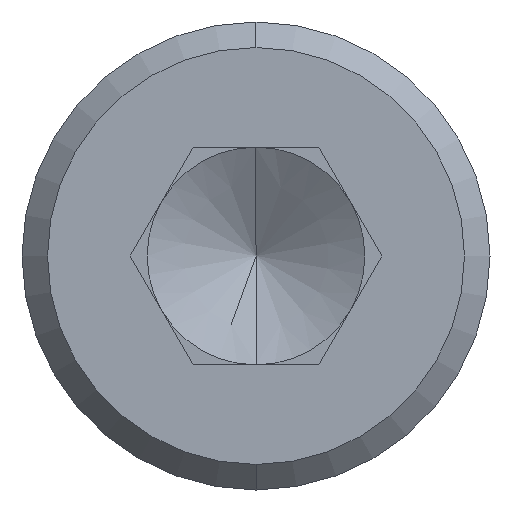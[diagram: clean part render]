
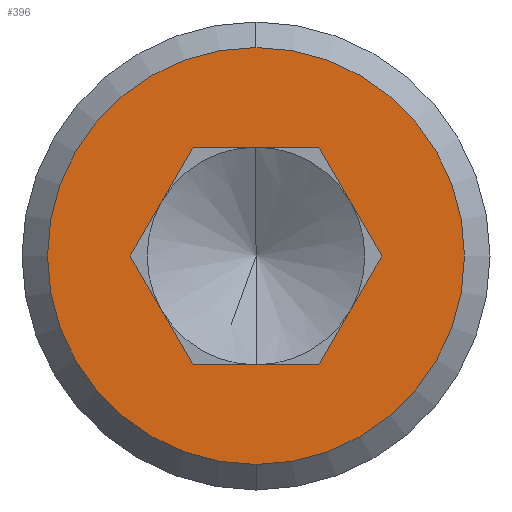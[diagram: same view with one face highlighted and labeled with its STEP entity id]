
A CAD part, left-side view. The second image highlights one B-rep face of the part: STEP entity #396.
In plain terms, the highlighted planar face has unit normal (-1, 0, 0).
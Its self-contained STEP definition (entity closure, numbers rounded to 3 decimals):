
#6 = CARTESIAN_POINT ( 'NONE',  ( 0., 0., -2.45 ) ) ;
#33 = ORIENTED_EDGE ( 'NONE', *, *, #577, .T. ) ;
#38 = EDGE_CURVE ( 'NONE', #660, #298, #593, .T. ) ;
#41 = ORIENTED_EDGE ( 'NONE', *, *, #736, .T. ) ;
#42 = LINE ( 'NONE', #270, #611 ) ;
#45 = CARTESIAN_POINT ( 'NONE',  ( 0., 0.739, -1.28 ) ) ;
#49 = EDGE_LOOP ( 'NONE', ( #145, #735, #33, #115, #732, #136 ) ) ;
#51 = DIRECTION ( 'NONE',  ( 0., -0.5, -0.866 ) ) ;
#62 = VECTOR ( 'NONE', #218, 1000. ) ;
#67 = CARTESIAN_POINT ( 'NONE',  ( 0., 0.739, 1.28 ) ) ;
#104 = EDGE_CURVE ( 'NONE', #224, #298, #185, .T. ) ;
#115 = ORIENTED_EDGE ( 'NONE', *, *, #104, .T. ) ;
#117 = DIRECTION ( 'NONE',  ( 0., 0., 1. ) ) ;
#125 = DIRECTION ( 'NONE',  ( 0., 0., 1. ) ) ;
#136 = ORIENTED_EDGE ( 'NONE', *, *, #330, .F. ) ;
#145 = ORIENTED_EDGE ( 'NONE', *, *, #556, .T. ) ;
#156 = DIRECTION ( 'NONE',  ( 0., -0.5, 0.866 ) ) ;
#185 = LINE ( 'NONE', #305, #292 ) ;
#199 = DIRECTION ( 'NONE',  ( -1., 0., 0. ) ) ;
#210 = VERTEX_POINT ( 'NONE', #547 ) ;
#218 = DIRECTION ( 'NONE',  ( 0., 1., 0. ) ) ;
#224 = VERTEX_POINT ( 'NONE', #707 ) ;
#246 = DIRECTION ( 'NONE',  ( 0., 0.5, -0.866 ) ) ;
#270 = CARTESIAN_POINT ( 'NONE',  ( 0., 1.478, 0. ) ) ;
#291 = DIRECTION ( 'NONE',  ( -1., 0., 0. ) ) ;
#292 = VECTOR ( 'NONE', #246, 1000. ) ;
#298 = VERTEX_POINT ( 'NONE', #402 ) ;
#301 = DIRECTION ( 'NONE',  ( 0., -1., 0. ) ) ;
#305 = CARTESIAN_POINT ( 'NONE',  ( 0., -1.478, 0. ) ) ;
#314 = AXIS2_PLACEMENT_3D ( 'NONE', #464, #291, #125 ) ;
#330 = EDGE_CURVE ( 'NONE', #536, #660, #565, .T. ) ;
#396 = ADVANCED_FACE ( 'NONE', ( #459, #684 ), #405, .T. ) ;
#402 = CARTESIAN_POINT ( 'NONE',  ( 0., -0.739, -1.28 ) ) ;
#405 = PLANE ( 'NONE',  #548 ) ;
#407 = CARTESIAN_POINT ( 'NONE',  ( 0., 1.478, 0. ) ) ;
#420 = VERTEX_POINT ( 'NONE', #542 ) ;
#459 = FACE_BOUND ( 'NONE', #49, .T. ) ;
#460 = EDGE_LOOP ( 'NONE', ( #41, #584 ) ) ;
#464 = CARTESIAN_POINT ( 'NONE',  ( 0., 0., 0. ) ) ;
#475 = VERTEX_POINT ( 'NONE', #67 ) ;
#483 = EDGE_CURVE ( 'NONE', #420, #709, #492, .T. ) ;
#492 = CIRCLE ( 'NONE', #517, 2.45 ) ;
#504 = VECTOR ( 'NONE', #301, 1000. ) ;
#508 = CARTESIAN_POINT ( 'NONE',  ( 0., -0.739, 1.28 ) ) ;
#517 = AXIS2_PLACEMENT_3D ( 'NONE', #582, #199, #698 ) ;
#536 = VERTEX_POINT ( 'NONE', #574 ) ;
#539 = CARTESIAN_POINT ( 'NONE',  ( 0., 0.739, -1.28 ) ) ;
#542 = CARTESIAN_POINT ( 'NONE',  ( 0., 0., 2.45 ) ) ;
#545 = DIRECTION ( 'NONE',  ( 0., -0.5, -0.866 ) ) ;
#547 = CARTESIAN_POINT ( 'NONE',  ( 0., -0.739, 1.28 ) ) ;
#548 = AXIS2_PLACEMENT_3D ( 'NONE', #687, #628, #117 ) ;
#556 = EDGE_CURVE ( 'NONE', #536, #475, #42, .T. ) ;
#565 = LINE ( 'NONE', #407, #703 ) ;
#570 = CIRCLE ( 'NONE', #314, 2.45 ) ;
#574 = CARTESIAN_POINT ( 'NONE',  ( 0., 1.478, 0. ) ) ;
#577 = EDGE_CURVE ( 'NONE', #210, #224, #661, .T. ) ;
#582 = CARTESIAN_POINT ( 'NONE',  ( 0., 0., 0. ) ) ;
#584 = ORIENTED_EDGE ( 'NONE', *, *, #483, .T. ) ;
#593 = LINE ( 'NONE', #539, #504 ) ;
#611 = VECTOR ( 'NONE', #156, 1000. ) ;
#616 = CARTESIAN_POINT ( 'NONE',  ( 0., -0.739, 1.28 ) ) ;
#624 = VECTOR ( 'NONE', #545, 1000. ) ;
#628 = DIRECTION ( 'NONE',  ( -1., 0., 0. ) ) ;
#633 = EDGE_CURVE ( 'NONE', #210, #475, #664, .T. ) ;
#660 = VERTEX_POINT ( 'NONE', #45 ) ;
#661 = LINE ( 'NONE', #508, #624 ) ;
#664 = LINE ( 'NONE', #616, #62 ) ;
#684 = FACE_OUTER_BOUND ( 'NONE', #460, .T. ) ;
#687 = CARTESIAN_POINT ( 'NONE',  ( 0., 0., 0. ) ) ;
#698 = DIRECTION ( 'NONE',  ( 0., 0., 1. ) ) ;
#703 = VECTOR ( 'NONE', #51, 1000. ) ;
#707 = CARTESIAN_POINT ( 'NONE',  ( 0., -1.478, 0. ) ) ;
#709 = VERTEX_POINT ( 'NONE', #6 ) ;
#732 = ORIENTED_EDGE ( 'NONE', *, *, #38, .F. ) ;
#735 = ORIENTED_EDGE ( 'NONE', *, *, #633, .F. ) ;
#736 = EDGE_CURVE ( 'NONE', #709, #420, #570, .T. ) ;
